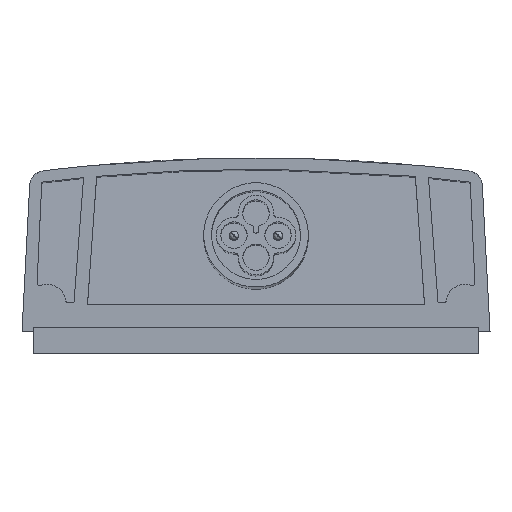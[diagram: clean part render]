
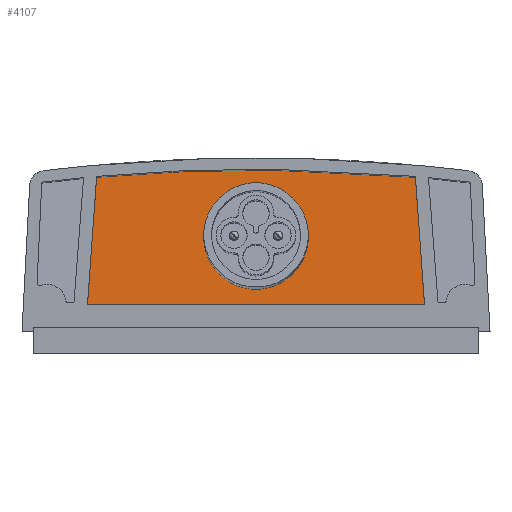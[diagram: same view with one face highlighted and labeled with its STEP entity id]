
A CAD part, left-side view. The second image highlights one B-rep face of the part: STEP entity #4107.
In plain terms, the highlighted planar face has unit normal (-0.999, 0, 0.035).
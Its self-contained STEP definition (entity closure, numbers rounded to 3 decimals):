
#4059=AXIS2_PLACEMENT_3D('Plane Axis2P3D',#4056,#4057,#4058) ;
#4091=AXIS2_PLACEMENT_3D('Circle Axis2P3D',#4089,#4090,$) ;
#4100=AXIS2_PLACEMENT_3D('Circle Axis2P3D',#4098,#4099,$) ;
#3245=CARTESIAN_POINT('Vertex',(28.774,88.356,39.665)) ;
#3249=CARTESIAN_POINT('Control Point',(28.774,16.749,39.665)) ;
#3250=CARTESIAN_POINT('Control Point',(28.83,34.602,41.278)) ;
#3251=CARTESIAN_POINT('Control Point',(28.849,52.552,41.818)) ;
#3252=CARTESIAN_POINT('Control Point',(28.83,70.503,41.278)) ;
#3253=CARTESIAN_POINT('Control Point',(28.774,88.356,39.665)) ;
#3254=CARTESIAN_POINT('Vertex',(28.774,16.749,39.665)) ;
#3275=CARTESIAN_POINT('Line Origine',(28.272,15.727,25.3)) ;
#3279=CARTESIAN_POINT('Vertex',(27.771,14.705,10.934)) ;
#3300=CARTESIAN_POINT('Line Origine',(27.771,52.552,10.934)) ;
#3304=CARTESIAN_POINT('Vertex',(27.771,90.4,10.934)) ;
#3325=CARTESIAN_POINT('Line Origine',(28.272,89.378,25.3)) ;
#4056=CARTESIAN_POINT('Axis2P3D Location',(27.546,52.552,4.497)) ;
#4089=CARTESIAN_POINT('Axis2P3D Location',(28.3,52.552,26.1)) ;
#4093=CARTESIAN_POINT('Vertex',(28.685,55.79,37.128)) ;
#4095=CARTESIAN_POINT('Vertex',(27.915,49.315,15.072)) ;
#4098=CARTESIAN_POINT('Axis2P3D Location',(28.3,52.552,26.1)) ;
#3276=DIRECTION('Vector Direction',(0.035,0.071,0.997)) ;
#3301=DIRECTION('Vector Direction',(0.,-1.,0.)) ;
#3326=DIRECTION('Vector Direction',(-0.035,0.071,-0.997)) ;
#4057=DIRECTION('Axis2P3D Direction',(-0.999,0.,0.035)) ;
#4058=DIRECTION('Axis2P3D XDirection',(-0.035,0.,-0.999)) ;
#4090=DIRECTION('Axis2P3D Direction',(-0.999,0.,0.035)) ;
#4099=DIRECTION('Axis2P3D Direction',(-0.999,0.,0.035)) ;
#3277=VECTOR('Line Direction',#3276,1.) ;
#3302=VECTOR('Line Direction',#3301,1.) ;
#3327=VECTOR('Line Direction',#3326,1.) ;
#4084=ORIENTED_EDGE('',*,*,#3329,.T.) ;
#4085=ORIENTED_EDGE('',*,*,#3306,.T.) ;
#4086=ORIENTED_EDGE('',*,*,#3281,.T.) ;
#4087=ORIENTED_EDGE('',*,*,#3256,.T.) ;
#4104=ORIENTED_EDGE('',*,*,#4097,.T.) ;
#4105=ORIENTED_EDGE('',*,*,#4102,.T.) ;
#4106=FACE_BOUND('',#4103,.T.) ;
#4107=ADVANCED_FACE('LED',(#4088,#4106),#4060,.T.) ;
#3248=B_SPLINE_CURVE_WITH_KNOTS('',4,(#3249,#3250,#3251,#3252,#3253),.UNSPECIFIED.,.F.,.U.,(5,5),(2597.575,2698.949),.UNSPECIFIED.) ;
#4092=CIRCLE('generated circle',#4091,11.5) ;
#4101=CIRCLE('generated circle',#4100,11.5) ;
#3256=EDGE_CURVE('',#3255,#3246,#3248,.T.) ;
#3281=EDGE_CURVE('',#3280,#3255,#3278,.T.) ;
#3306=EDGE_CURVE('',#3305,#3280,#3303,.T.) ;
#3329=EDGE_CURVE('',#3246,#3305,#3328,.T.) ;
#4097=EDGE_CURVE('',#4094,#4096,#4092,.F.) ;
#4102=EDGE_CURVE('',#4096,#4094,#4101,.F.) ;
#4083=EDGE_LOOP('',(#4084,#4085,#4086,#4087)) ;
#4103=EDGE_LOOP('',(#4104,#4105)) ;
#4088=FACE_OUTER_BOUND('',#4083,.T.) ;
#3278=LINE('Line',#3275,#3277) ;
#3303=LINE('Line',#3300,#3302) ;
#3328=LINE('Line',#3325,#3327) ;
#4060=PLANE('',#4059) ;
#3246=VERTEX_POINT('',#3245) ;
#3255=VERTEX_POINT('',#3254) ;
#3280=VERTEX_POINT('',#3279) ;
#3305=VERTEX_POINT('',#3304) ;
#4094=VERTEX_POINT('',#4093) ;
#4096=VERTEX_POINT('',#4095) ;
